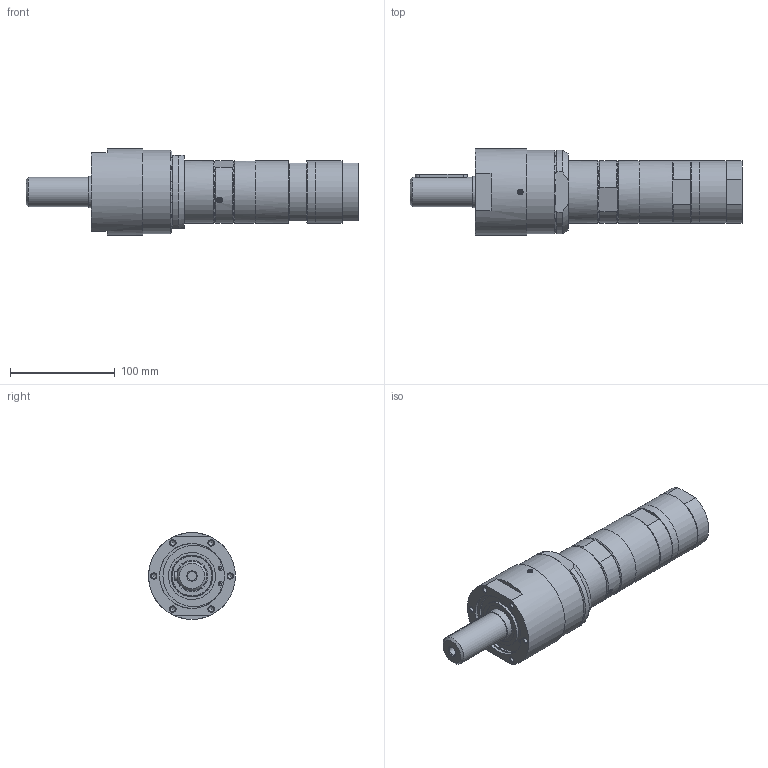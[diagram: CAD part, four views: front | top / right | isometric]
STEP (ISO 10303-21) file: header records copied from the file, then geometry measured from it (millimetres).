
FILE_DESCRIPTION(/* description */ (''),/* implementation_level */ '2;1');
FILE_NAME(/* name */ 'MRD 120-65_60002217.stp',/* time_stamp */ '2018-08-31T15:00:10+02:00',/* author */ ('FLambert'),/* organization */ (''),/* preprocessor_version */ 'ST-DEVELOPER v17',/* originating_system */ 'Autodesk Inventor 2018',/* authorisation */ '');
FILE_SCHEMA (('AUTOMOTIVE_DESIGN { 1 0 10303 214 3 1 1 }'));
Length unit declared in the file: millimetre
Products named in the file (1): MRD 120-65_60002217
Bounding box: 317.5 x 83 x 83 mm (x, y, z)
Volume: 936283.8 mm3; surface area: 84331.8 mm2
Topology: 1 solids, 10 shells, 289 faces, 767 edges, 520 vertices
Faces by surface type: plane 145, cylinder 74, cone 50, torus 9, bspline 7, sphere 4
Full cylindrical faces by diameter (mm): 1.55 x4, 2.5 x2, 3.3 x1, 3.6 x2, 4 x4, 4.917 x6, 5 x2, 5.5 x2, 8.376 x1, 14.95 x2, 18.631 x1, 28 x1, 30 x2, 36.5 x1, 38 x1, 40 x1, 45 x1, 53.178 x1, 53.376 x1, 60 x5, 62 x2, 65 x1, 67 x1, 67.4 x1, 80 x1, 83 x1
Entity records: 9721 total; most frequent: CARTESIAN_POINT 1965, DIRECTION 1598, ORIENTED_EDGE 1518, EDGE_CURVE 759, AXIS2_PLACEMENT_3D 620, VERTEX_POINT 520, LINE 358, VECTOR 358
